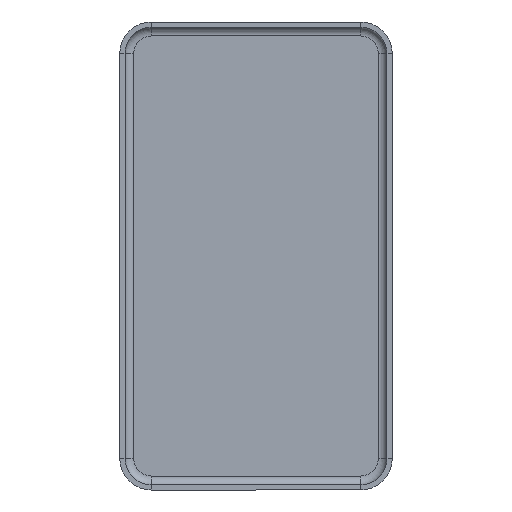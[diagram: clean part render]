
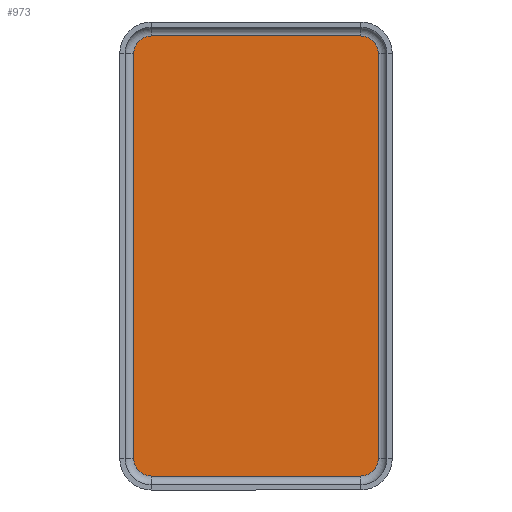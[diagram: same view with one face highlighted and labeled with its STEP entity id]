
A CAD part, front view. The second image highlights one B-rep face of the part: STEP entity #973.
In plain terms, the highlighted planar face has unit normal (0, -1, 0).
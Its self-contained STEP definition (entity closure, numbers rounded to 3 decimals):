
#34 = DIRECTION ( 'NONE',  ( 0., 0., -1. ) ) ;
#45 = CARTESIAN_POINT ( 'NONE',  ( 6., -0.3, 11.6 ) ) ;
#51 = CARTESIAN_POINT ( 'NONE',  ( -6., -0.3, -12.6 ) ) ;
#59 = VECTOR ( 'NONE', #231, 1000. ) ;
#75 = VERTEX_POINT ( 'NONE', #1028 ) ;
#109 = EDGE_CURVE ( 'NONE', #988, #483, #765, .T. ) ;
#130 = AXIS2_PLACEMENT_3D ( 'NONE', #870, #965, #510 ) ;
#141 = CARTESIAN_POINT ( 'NONE',  ( 6., -0.3, 12.6 ) ) ;
#161 = EDGE_CURVE ( 'NONE', #483, #1065, #679, .T. ) ;
#203 = EDGE_CURVE ( 'NONE', #769, #258, #886, .T. ) ;
#220 = CARTESIAN_POINT ( 'NONE',  ( 6., -0.3, -12.6 ) ) ;
#221 = DIRECTION ( 'NONE',  ( 0., -1., 0. ) ) ;
#228 = DIRECTION ( 'NONE',  ( 0., 0., -1. ) ) ;
#231 = DIRECTION ( 'NONE',  ( 1., 0., 0. ) ) ;
#258 = VERTEX_POINT ( 'NONE', #552 ) ;
#276 = CARTESIAN_POINT ( 'NONE',  ( 7., -0.3, -11.6 ) ) ;
#279 = VERTEX_POINT ( 'NONE', #634 ) ;
#315 = CARTESIAN_POINT ( 'NONE',  ( -7., -0.3, -11.6 ) ) ;
#328 = PLANE ( 'NONE',  #130 ) ;
#333 = AXIS2_PLACEMENT_3D ( 'NONE', #45, #491, #478 ) ;
#376 = EDGE_LOOP ( 'NONE', ( #503, #854, #710, #470, #766, #821, #1079, #613 ) ) ;
#432 = EDGE_CURVE ( 'NONE', #1065, #520, #996, .T. ) ;
#437 = CIRCLE ( 'NONE', #966, 1. ) ;
#470 = ORIENTED_EDGE ( 'NONE', *, *, #522, .T. ) ;
#478 = DIRECTION ( 'NONE',  ( 0., 0., -1. ) ) ;
#483 = VERTEX_POINT ( 'NONE', #315 ) ;
#485 = DIRECTION ( 'NONE',  ( 0., -1., 0. ) ) ;
#488 = CARTESIAN_POINT ( 'NONE',  ( -6., -0.3, -11.6 ) ) ;
#491 = DIRECTION ( 'NONE',  ( 0., -1., 0. ) ) ;
#498 = EDGE_CURVE ( 'NONE', #279, #769, #816, .T. ) ;
#503 = ORIENTED_EDGE ( 'NONE', *, *, #1143, .T. ) ;
#510 = DIRECTION ( 'NONE',  ( 0., 0., -1. ) ) ;
#520 = VERTEX_POINT ( 'NONE', #220 ) ;
#522 = EDGE_CURVE ( 'NONE', #258, #988, #706, .T. ) ;
#546 = AXIS2_PLACEMENT_3D ( 'NONE', #488, #221, #228 ) ;
#552 = CARTESIAN_POINT ( 'NONE',  ( -6., -0.3, 12.6 ) ) ;
#613 = ORIENTED_EDGE ( 'NONE', *, *, #780, .T. ) ;
#634 = CARTESIAN_POINT ( 'NONE',  ( 7., -0.3, 11.6 ) ) ;
#649 = CARTESIAN_POINT ( 'NONE',  ( -7., -0.3, 11.6 ) ) ;
#650 = AXIS2_PLACEMENT_3D ( 'NONE', #1147, #1149, #680 ) ;
#676 = CARTESIAN_POINT ( 'NONE',  ( 6., -0.3, -11.6 ) ) ;
#679 = CIRCLE ( 'NONE', #546, 1. ) ;
#680 = DIRECTION ( 'NONE',  ( 0., 0., -1. ) ) ;
#706 = CIRCLE ( 'NONE', #650, 1. ) ;
#710 = ORIENTED_EDGE ( 'NONE', *, *, #203, .T. ) ;
#765 = LINE ( 'NONE', #649, #916 ) ;
#766 = ORIENTED_EDGE ( 'NONE', *, *, #109, .T. ) ;
#769 = VERTEX_POINT ( 'NONE', #141 ) ;
#780 = EDGE_CURVE ( 'NONE', #520, #75, #437, .T. ) ;
#813 = DIRECTION ( 'NONE',  ( -1., 0., 0. ) ) ;
#816 = CIRCLE ( 'NONE', #333, 1. ) ;
#821 = ORIENTED_EDGE ( 'NONE', *, *, #161, .T. ) ;
#846 = LINE ( 'NONE', #276, #1029 ) ;
#854 = ORIENTED_EDGE ( 'NONE', *, *, #498, .T. ) ;
#870 = CARTESIAN_POINT ( 'NONE',  ( 6., -0.3, -11.6 ) ) ;
#886 = LINE ( 'NONE', #1090, #924 ) ;
#904 = DIRECTION ( 'NONE',  ( 0., 0., 1. ) ) ;
#916 = VECTOR ( 'NONE', #931, 1000. ) ;
#924 = VECTOR ( 'NONE', #813, 1000. ) ;
#931 = DIRECTION ( 'NONE',  ( 0., 0., -1. ) ) ;
#965 = DIRECTION ( 'NONE',  ( 0., -1., 0. ) ) ;
#966 = AXIS2_PLACEMENT_3D ( 'NONE', #676, #485, #34 ) ;
#972 = FACE_OUTER_BOUND ( 'NONE', #376, .T. ) ;
#973 = ADVANCED_FACE ( 'NONE', ( #972 ), #328, .T. ) ;
#988 = VERTEX_POINT ( 'NONE', #1066 ) ;
#996 = LINE ( 'NONE', #51, #59 ) ;
#1028 = CARTESIAN_POINT ( 'NONE',  ( 7., -0.3, -11.6 ) ) ;
#1029 = VECTOR ( 'NONE', #904, 1000. ) ;
#1065 = VERTEX_POINT ( 'NONE', #1167 ) ;
#1066 = CARTESIAN_POINT ( 'NONE',  ( -7., -0.3, 11.6 ) ) ;
#1079 = ORIENTED_EDGE ( 'NONE', *, *, #432, .T. ) ;
#1090 = CARTESIAN_POINT ( 'NONE',  ( 6., -0.3, 12.6 ) ) ;
#1143 = EDGE_CURVE ( 'NONE', #75, #279, #846, .T. ) ;
#1147 = CARTESIAN_POINT ( 'NONE',  ( -6., -0.3, 11.6 ) ) ;
#1149 = DIRECTION ( 'NONE',  ( 0., -1., 0. ) ) ;
#1167 = CARTESIAN_POINT ( 'NONE',  ( -6., -0.3, -12.6 ) ) ;
